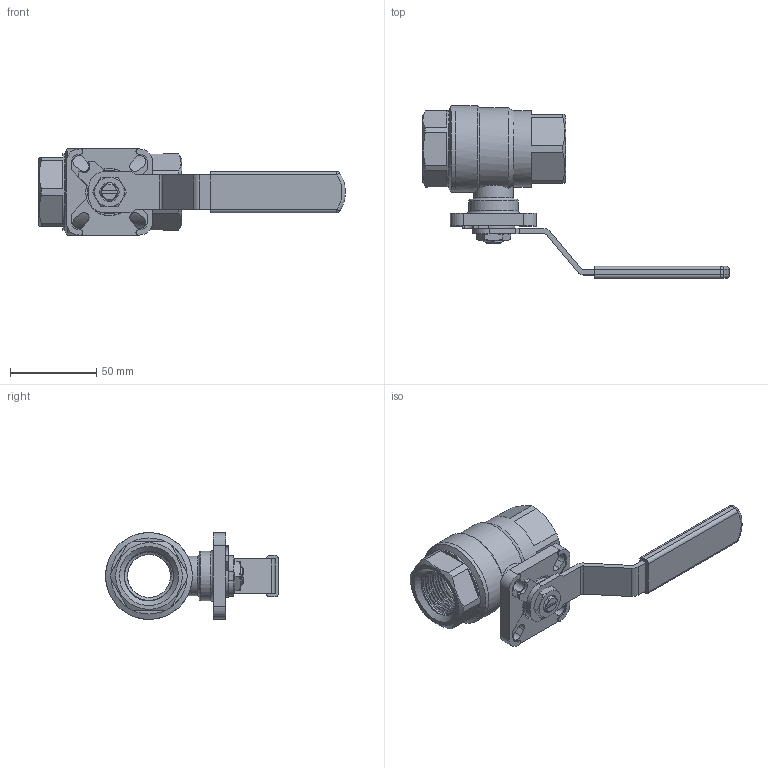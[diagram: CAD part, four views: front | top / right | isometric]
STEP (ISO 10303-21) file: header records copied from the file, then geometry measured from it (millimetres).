
FILE_DESCRIPTION(('STEP AP214'),'1');
FILE_NAME('1.stp','2023-12-06T03:25:00',(' '),(' '),'Spatial InterOp 3D',' ',' ');
FILE_SCHEMA(('AUTOMOTIVE_DESIGN { 1 0 10303 214 1 1 1 1 }'));
Length unit declared in the file: millimetre
Products named in the file (16): 2PC _____ 1; 阀体; 阀盖; 阀杆; 大片; 小片; 填料; 压环; 碟簧; 非标螺母; 防松垫片; lock plate; 手柄; 手柄套
Assembly tree (15 placements, depth 2):
  2PC _____ 1
    阀体
    阀盖
    阀杆
    大片
    小片
    填料
    压环
    碟簧
    碟簧
    非标螺母
    防松垫片
    lock plate
    非标螺母
    手柄
    手柄套
Bounding box: 178.03 x 100.35 x 50.4 mm (x, y, z)
Volume: 102625.7 mm3; surface area: 63419.6 mm2
Topology: 15 solids, 15 shells, 355 faces, 864 edges, 546 vertices
Faces by surface type: plane 163, cylinder 104, cone 55, torus 18, bspline 10, sphere 5
Full cylindrical faces by diameter (mm): 9.74 x1, 11.3 x1, 11.33 x1, 12.7 x1, 12.8 x2, 14 x4, 14.2 x1, 14.3 x1, 16.5 x1, 17 x1, 17.2 x1, 17.3 x1, 17.5 x2, 23 x3, 24.5 x1, 25 x2, 27.5 x1, 28.394 x7, 28.6 x1, 36.5 x2, 41.5 x6, 43 x1, 43.1 x1, 43.3 x1, 44.2 x2, 46.5 x2, 50.4 x2
Entity records: 21766 total; most frequent: CARTESIAN_POINT 11224, DIRECTION 1583, ORIENTED_EDGE 1430, EDGE_CURVE 715, AXIS2_PLACEMENT_3D 626, VERTEX_POINT 499, EDGE_LOOP 472, FACE_OUTER_BOUND 396
